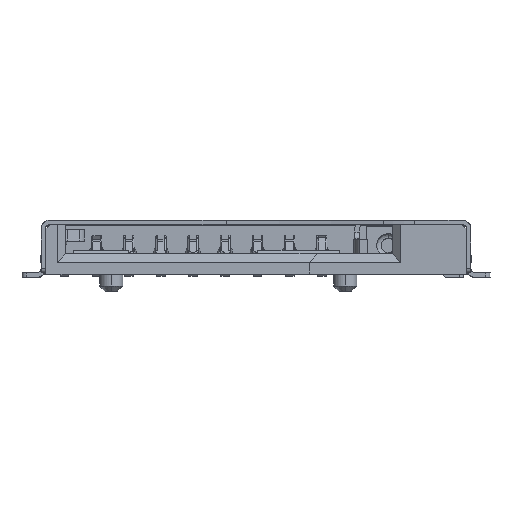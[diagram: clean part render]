
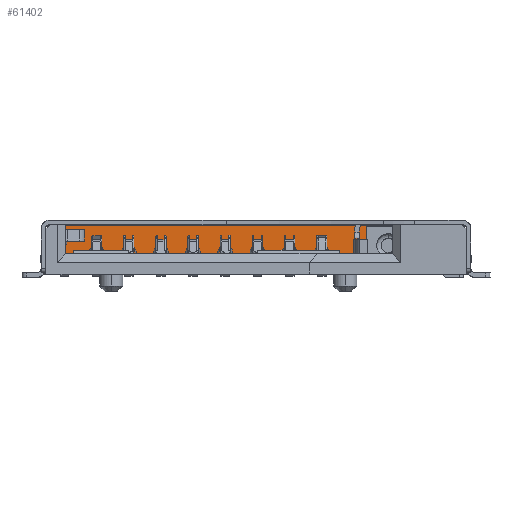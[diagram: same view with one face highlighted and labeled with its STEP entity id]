
A CAD part, top view. The second image highlights one B-rep face of the part: STEP entity #61402.
In plain terms, the highlighted planar face has unit normal (0, 0, -1).
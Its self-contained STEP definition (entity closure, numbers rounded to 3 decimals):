
#472 = CARTESIAN_POINT ( 'NONE',  ( 5.375, 1.4, -13.7 ) ) ;
#961 = DIRECTION ( 'NONE',  ( 0.707, 0.707, 0. ) ) ;
#974 = ORIENTED_EDGE ( 'NONE', *, *, #20872, .T. ) ;
#1018 = VERTEX_POINT ( 'NONE', #35493 ) ;
#1185 = VECTOR ( 'NONE', #32491, 1000. ) ;
#1191 = EDGE_CURVE ( 'NONE', #62266, #64848, #20471, .T. ) ;
#1258 = LINE ( 'NONE', #29001, #26749 ) ;
#2135 = EDGE_CURVE ( 'NONE', #24556, #62266, #12104, .T. ) ;
#2248 = VERTEX_POINT ( 'NONE', #3521 ) ;
#2264 = EDGE_LOOP ( 'NONE', ( #52162, #28388, #64557, #5487, #48418, #12493, #17244, #28526, #974, #52229, #11773, #19825, #9221 ) ) ;
#2464 = CARTESIAN_POINT ( 'NONE',  ( 0., 1., -13.7 ) ) ;
#2999 = CARTESIAN_POINT ( 'NONE',  ( 0., 0., -13.7 ) ) ;
#3521 = CARTESIAN_POINT ( 'NONE',  ( 3.8, 0.55, -13.7 ) ) ;
#3574 = LINE ( 'NONE', #54263, #17076 ) ;
#4403 = FACE_BOUND ( 'NONE', #39624, .T. ) ;
#5329 = EDGE_CURVE ( 'NONE', #49097, #1018, #51301, .T. ) ;
#5487 = ORIENTED_EDGE ( 'NONE', *, *, #57009, .T. ) ;
#5569 = ORIENTED_EDGE ( 'NONE', *, *, #35896, .T. ) ;
#5583 = CARTESIAN_POINT ( 'NONE',  ( 5.123, 1.208, -13.7 ) ) ;
#6109 = CARTESIAN_POINT ( 'NONE',  ( 5.272, 0.643, -13.7 ) ) ;
#7108 = CARTESIAN_POINT ( 'NONE',  ( 4.35, 0.85, -13.7 ) ) ;
#8159 = CARTESIAN_POINT ( 'NONE',  ( 3.8, 0.85, -13.7 ) ) ;
#8249 = EDGE_CURVE ( 'NONE', #2248, #37074, #28115, .T. ) ;
#9221 = ORIENTED_EDGE ( 'NONE', *, *, #1191, .T. ) ;
#9390 = VERTEX_POINT ( 'NONE', #57622 ) ;
#9745 = CARTESIAN_POINT ( 'NONE',  ( 0., 0.7, -13.7 ) ) ;
#10477 = CARTESIAN_POINT ( 'NONE',  ( 5.88, 1.105, -13.7 ) ) ;
#10675 = CARTESIAN_POINT ( 'NONE',  ( 5.08, 1., -13.7 ) ) ;
#10858 = VECTOR ( 'NONE', #38677, 1000. ) ;
#11198 = CARTESIAN_POINT ( 'NONE',  ( 5.585, 0.6, -13.7 ) ) ;
#11223 = EDGE_CURVE ( 'NONE', #25537, #44622, #26660, .T. ) ;
#11773 = ORIENTED_EDGE ( 'NONE', *, *, #33541, .T. ) ;
#12104 = LINE ( 'NONE', #16075, #39287 ) ;
#12493 = ORIENTED_EDGE ( 'NONE', *, *, #37438, .T. ) ;
#13410 = DIRECTION ( 'NONE',  ( 0., 1., 0. ) ) ;
#13748 = DIRECTION ( 'NONE',  ( 1., 0., 0. ) ) ;
#14563 = VECTOR ( 'NONE', #56000, 1000. ) ;
#15082 = CARTESIAN_POINT ( 'NONE',  ( 6.23, 1.7, -13.7 ) ) ;
#15229 = CARTESIAN_POINT ( 'NONE',  ( 0., 0.55, -13.7 ) ) ;
#16075 = CARTESIAN_POINT ( 'NONE',  ( -6.23, 1.55, -13.7 ) ) ;
#16356 = CARTESIAN_POINT ( 'NONE',  ( 5.837, 0.792, -13.7 ) ) ;
#17076 = VECTOR ( 'NONE', #30832, 1000. ) ;
#17244 = ORIENTED_EDGE ( 'NONE', *, *, #39715, .T. ) ;
#17537 = CARTESIAN_POINT ( 'NONE',  ( -6.08, 1.7, -13.7 ) ) ;
#17544 = LINE ( 'NONE', #24895, #43058 ) ;
#19825 = ORIENTED_EDGE ( 'NONE', *, *, #2135, .T. ) ;
#20152 = VECTOR ( 'NONE', #45362, 1000. ) ;
#20471 = LINE ( 'NONE', #39167, #57905 ) ;
#20872 = EDGE_CURVE ( 'NONE', #37074, #38509, #1258, .T. ) ;
#21298 = CARTESIAN_POINT ( 'NONE',  ( 5.08, 1., -13.7 ) ) ;
#21488 = CARTESIAN_POINT ( 'NONE',  ( 5.88, 1., -13.7 ) ) ;
#21616 = CARTESIAN_POINT ( 'NONE',  ( -5.8, 1., -13.7 ) ) ;
#22192 = EDGE_CURVE ( 'NONE', #38798, #49097, #46310, .T. ) ;
#24167 = CARTESIAN_POINT ( 'NONE',  ( 6.23, 0., -13.7 ) ) ;
#24556 = VERTEX_POINT ( 'NONE', #58194 ) ;
#24895 = CARTESIAN_POINT ( 'NONE',  ( 6.23, 0.85, -13.7 ) ) ;
#25537 = VERTEX_POINT ( 'NONE', #21298 ) ;
#25892 = CARTESIAN_POINT ( 'NONE',  ( 5.837, 1.208, -13.7 ) ) ;
#25904 = CARTESIAN_POINT ( 'NONE',  ( -5.8, 0.55, -13.7 ) ) ;
#26443 = CARTESIAN_POINT ( 'NONE',  ( 5.123, 0.792, -13.7 ) ) ;
#26660 = B_SPLINE_CURVE_WITH_KNOTS ( 'NONE', 3,
 ( #36674, #62069, #26443, #6109, #41781, #11198, #46829, #16356, #52001, #21488 ),
 .UNSPECIFIED., .F., .F.,
 ( 4, 2, 2, 2, 4 ),
 ( 0., 0.25, 0.5, 0.75, 1. ),
 .UNSPECIFIED. ) ;
#26749 = VECTOR ( 'NONE', #34107, 1000. ) ;
#28115 = LINE ( 'NONE', #15229, #14563 ) ;
#28388 = ORIENTED_EDGE ( 'NONE', *, *, #22192, .T. ) ;
#28526 = ORIENTED_EDGE ( 'NONE', *, *, #8249, .T. ) ;
#28589 = VERTEX_POINT ( 'NONE', #39289 ) ;
#29001 = CARTESIAN_POINT ( 'NONE',  ( -5.8, 0.85, -13.7 ) ) ;
#29119 = VERTEX_POINT ( 'NONE', #40810 ) ;
#29273 = DIRECTION ( 'NONE',  ( -1., 0., 0. ) ) ;
#30832 = DIRECTION ( 'NONE',  ( 0., 1., 0. ) ) ;
#30983 = CARTESIAN_POINT ( 'NONE',  ( 5.585, 1.4, -13.7 ) ) ;
#32491 = DIRECTION ( 'NONE',  ( 0., -1., 0. ) ) ;
#32779 = VECTOR ( 'NONE', #33456, 1000. ) ;
#33456 = DIRECTION ( 'NONE',  ( -1., 0., 0. ) ) ;
#33541 = EDGE_CURVE ( 'NONE', #29119, #24556, #3574, .T. ) ;
#34107 = DIRECTION ( 'NONE',  ( 0., 1., 0. ) ) ;
#35493 = CARTESIAN_POINT ( 'NONE',  ( 4.75, 1.2, -13.7 ) ) ;
#35896 = EDGE_CURVE ( 'NONE', #44622, #25537, #49139, .T. ) ;
#36120 = CARTESIAN_POINT ( 'NONE',  ( 5.272, 1.357, -13.7 ) ) ;
#36674 = CARTESIAN_POINT ( 'NONE',  ( 5.08, 1., -13.7 ) ) ;
#37074 = VERTEX_POINT ( 'NONE', #25904 ) ;
#37438 = EDGE_CURVE ( 'NONE', #28589, #52996, #59214, .T. ) ;
#37711 = ORIENTED_EDGE ( 'NONE', *, *, #11223, .T. ) ;
#38509 = VERTEX_POINT ( 'NONE', #21616 ) ;
#38677 = DIRECTION ( 'NONE',  ( 0., -1., 0. ) ) ;
#38798 = VERTEX_POINT ( 'NONE', #49827 ) ;
#38835 = CARTESIAN_POINT ( 'NONE',  ( 4.75, 0., -13.7 ) ) ;
#39167 = CARTESIAN_POINT ( 'NONE',  ( 0., 1.7, -13.7 ) ) ;
#39287 = VECTOR ( 'NONE', #961, 1000. ) ;
#39289 = CARTESIAN_POINT ( 'NONE',  ( 4.35, 0.7, -13.7 ) ) ;
#39436 = CARTESIAN_POINT ( 'NONE',  ( 5.88, 1., -13.7 ) ) ;
#39624 = EDGE_LOOP ( 'NONE', ( #37711, #5569 ) ) ;
#39715 = EDGE_CURVE ( 'NONE', #52996, #2248, #51540, .T. ) ;
#40810 = CARTESIAN_POINT ( 'NONE',  ( -6.23, 1., -13.7 ) ) ;
#41243 = CARTESIAN_POINT ( 'NONE',  ( 5.08, 1.107, -13.7 ) ) ;
#41781 = CARTESIAN_POINT ( 'NONE',  ( 5.375, 0.6, -13.7 ) ) ;
#41818 = LINE ( 'NONE', #7108, #1185 ) ;
#43058 = VECTOR ( 'NONE', #65895, 1000. ) ;
#43194 = DIRECTION ( 'NONE',  ( -1., 0., 0. ) ) ;
#43433 = FACE_OUTER_BOUND ( 'NONE', #2264, .T. ) ;
#44335 = VECTOR ( 'NONE', #43194, 1000. ) ;
#44562 = VECTOR ( 'NONE', #62816, 1000. ) ;
#44622 = VERTEX_POINT ( 'NONE', #39436 ) ;
#45362 = DIRECTION ( 'NONE',  ( -1., 0., 0. ) ) ;
#46079 = CARTESIAN_POINT ( 'NONE',  ( 5.88, 1., -13.7 ) ) ;
#46310 = LINE ( 'NONE', #2999, #32779 ) ;
#46829 = CARTESIAN_POINT ( 'NONE',  ( 5.688, 0.643, -13.7 ) ) ;
#47128 = CARTESIAN_POINT ( 'NONE',  ( 0., 1.2, -13.7 ) ) ;
#48418 = ORIENTED_EDGE ( 'NONE', *, *, #65545, .T. ) ;
#49097 = VERTEX_POINT ( 'NONE', #38835 ) ;
#49139 = B_SPLINE_CURVE_WITH_KNOTS ( 'NONE', 3,
 ( #46079, #10477, #25892, #61521, #30983, #472, #36120, #5583, #41243, #10675 ),
 .UNSPECIFIED., .F., .F.,
 ( 4, 2, 2, 2, 4 ),
 ( 0., 0.25, 0.5, 0.75, 1. ),
 .UNSPECIFIED. ) ;
#49329 = CARTESIAN_POINT ( 'NONE',  ( 3.8, 0.7, -13.7 ) ) ;
#49827 = CARTESIAN_POINT ( 'NONE',  ( 6.23, 0., -13.7 ) ) ;
#50198 = EDGE_CURVE ( 'NONE', #64848, #38798, #17544, .T. ) ;
#51301 = LINE ( 'NONE', #64043, #63284 ) ;
#51540 = LINE ( 'NONE', #8159, #10858 ) ;
#52001 = CARTESIAN_POINT ( 'NONE',  ( 5.88, 0.893, -13.7 ) ) ;
#52154 = EDGE_CURVE ( 'NONE', #38509, #29119, #62726, .T. ) ;
#52162 = ORIENTED_EDGE ( 'NONE', *, *, #50198, .T. ) ;
#52229 = ORIENTED_EDGE ( 'NONE', *, *, #52154, .T. ) ;
#52996 = VERTEX_POINT ( 'NONE', #49329 ) ;
#54263 = CARTESIAN_POINT ( 'NONE',  ( -6.23, 0.85, -13.7 ) ) ;
#56000 = DIRECTION ( 'NONE',  ( -1., 0., 0. ) ) ;
#57009 = EDGE_CURVE ( 'NONE', #1018, #9390, #58103, .T. ) ;
#57130 = AXIS2_PLACEMENT_3D ( 'NONE', #24167, #59797, #29273 ) ;
#57622 = CARTESIAN_POINT ( 'NONE',  ( 4.35, 1.2, -13.7 ) ) ;
#57905 = VECTOR ( 'NONE', #13748, 1000. ) ;
#58103 = LINE ( 'NONE', #47128, #44562 ) ;
#58194 = CARTESIAN_POINT ( 'NONE',  ( -6.23, 1.55, -13.7 ) ) ;
#59214 = LINE ( 'NONE', #9745, #20152 ) ;
#59797 = DIRECTION ( 'NONE',  ( 0., 0., -1. ) ) ;
#61402 = ADVANCED_FACE ( 'NONE', ( #4403, #43433 ), #64758, .T. ) ;
#61521 = CARTESIAN_POINT ( 'NONE',  ( 5.688, 1.357, -13.7 ) ) ;
#62069 = CARTESIAN_POINT ( 'NONE',  ( 5.08, 0.895, -13.7 ) ) ;
#62266 = VERTEX_POINT ( 'NONE', #17537 ) ;
#62726 = LINE ( 'NONE', #2464, #44335 ) ;
#62816 = DIRECTION ( 'NONE',  ( -1., 0., 0. ) ) ;
#63284 = VECTOR ( 'NONE', #13410, 1000. ) ;
#64043 = CARTESIAN_POINT ( 'NONE',  ( 4.75, 0.85, -13.7 ) ) ;
#64557 = ORIENTED_EDGE ( 'NONE', *, *, #5329, .T. ) ;
#64758 = PLANE ( 'NONE',  #57130 ) ;
#64848 = VERTEX_POINT ( 'NONE', #15082 ) ;
#65545 = EDGE_CURVE ( 'NONE', #9390, #28589, #41818, .T. ) ;
#65895 = DIRECTION ( 'NONE',  ( 0., -1., 0. ) ) ;
